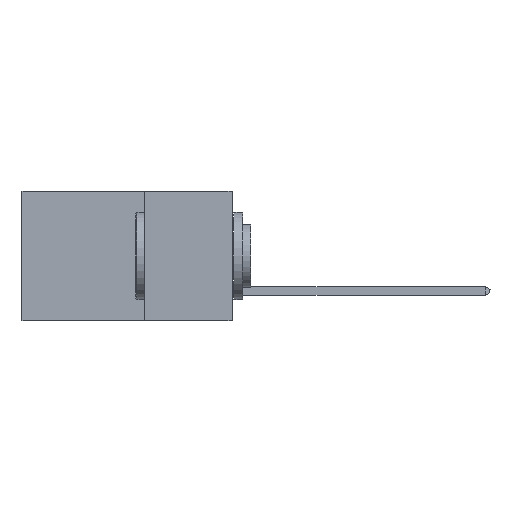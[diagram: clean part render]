
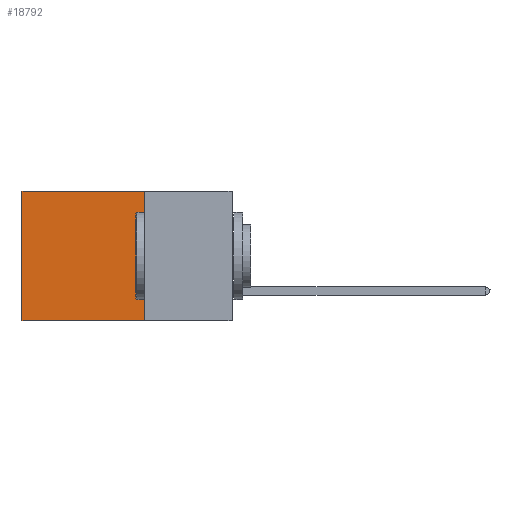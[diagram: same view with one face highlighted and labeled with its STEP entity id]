
A CAD part, left-side view. The second image highlights one B-rep face of the part: STEP entity #18792.
In plain terms, the highlighted planar face has unit normal (-1, 0, 0).
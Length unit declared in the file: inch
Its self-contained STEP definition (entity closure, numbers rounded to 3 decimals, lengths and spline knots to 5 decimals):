
#2070 = ORIENTED_EDGE ( 'NONE', *, *, #11342, .T. ) ;
#2110 = DIRECTION ( 'NONE',  ( 0., 1., 0. ) ) ;
#2121 = CARTESIAN_POINT ( 'NONE',  ( 0.2875, 0.6, 0. ) ) ;
#4514 = CARTESIAN_POINT ( 'NONE',  ( 0.2875, 0.25, 0. ) ) ;
#5324 = VECTOR ( 'NONE', #2110, 39.37008 ) ;
#5851 = LINE ( 'NONE', #2121, #28898 ) ;
#7654 = EDGE_CURVE ( 'NONE', #14375, #16864, #28786, .T. ) ;
#8319 = LINE ( 'NONE', #35108, #26651 ) ;
#8457 = DIRECTION ( 'NONE',  ( 0., 0., -1. ) ) ;
#8726 = ORIENTED_EDGE ( 'NONE', *, *, #16057, .F. ) ;
#8806 = DIRECTION ( 'NONE',  ( 0., 1., 0. ) ) ;
#10931 = CARTESIAN_POINT ( 'NONE',  ( 0.2875, 0.25, -0.37 ) ) ;
#11342 = EDGE_CURVE ( 'NONE', #14375, #30447, #8319, .T. ) ;
#14375 = VERTEX_POINT ( 'NONE', #19297 ) ;
#14811 = CARTESIAN_POINT ( 'NONE',  ( 0.2875, 0.25, 0. ) ) ;
#16057 = EDGE_CURVE ( 'NONE', #16864, #34288, #16171, .T. ) ;
#16171 = LINE ( 'NONE', #10931, #5324 ) ;
#16864 = VERTEX_POINT ( 'NONE', #18813 ) ;
#17353 = CARTESIAN_POINT ( 'NONE',  ( 0.2875, 0.6, -0.37 ) ) ;
#18011 = ORIENTED_EDGE ( 'NONE', *, *, #26469, .T. ) ;
#18792 = ADVANCED_FACE ( 'NONE', ( #35236 ), #22520, .F. ) ;
#18813 = CARTESIAN_POINT ( 'NONE',  ( 0.2875, 0.25, -0.37 ) ) ;
#19297 = CARTESIAN_POINT ( 'NONE',  ( 0.2875, 0.25, 0. ) ) ;
#22390 = ORIENTED_EDGE ( 'NONE', *, *, #7654, .F. ) ;
#22520 = PLANE ( 'NONE',  #34898 ) ;
#23899 = EDGE_LOOP ( 'NONE', ( #18011, #8726, #22390, #2070 ) ) ;
#25016 = VECTOR ( 'NONE', #33465, 39.37008 ) ;
#26469 = EDGE_CURVE ( 'NONE', #30447, #34288, #5851, .T. ) ;
#26651 = VECTOR ( 'NONE', #8806, 39.37008 ) ;
#28586 = DIRECTION ( 'NONE',  ( 1., 0., 0. ) ) ;
#28786 = LINE ( 'NONE', #14811, #25016 ) ;
#28898 = VECTOR ( 'NONE', #8457, 39.37008 ) ;
#30447 = VERTEX_POINT ( 'NONE', #33252 ) ;
#31601 = DIRECTION ( 'NONE',  ( 0., 0., -1. ) ) ;
#33252 = CARTESIAN_POINT ( 'NONE',  ( 0.2875, 0.6, 0. ) ) ;
#33465 = DIRECTION ( 'NONE',  ( 0., 0., -1. ) ) ;
#34288 = VERTEX_POINT ( 'NONE', #17353 ) ;
#34898 = AXIS2_PLACEMENT_3D ( 'NONE', #4514, #28586, #31601 ) ;
#35108 = CARTESIAN_POINT ( 'NONE',  ( 0.2875, 0.25, 0. ) ) ;
#35236 = FACE_OUTER_BOUND ( 'NONE', #23899, .T. ) ;
